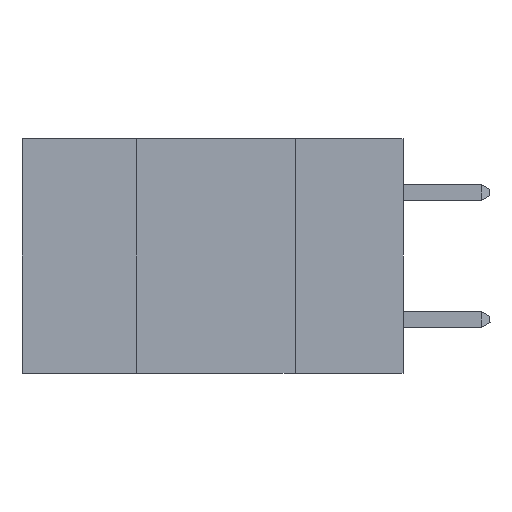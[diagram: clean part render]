
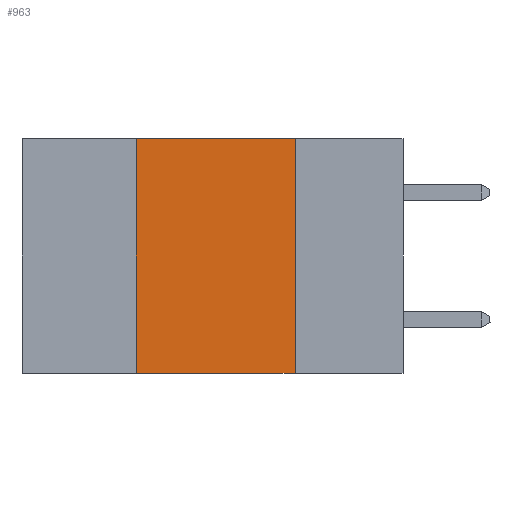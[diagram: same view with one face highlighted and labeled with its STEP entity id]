
A CAD part, left-side view. The second image highlights one B-rep face of the part: STEP entity #963.
In plain terms, the highlighted planar face has unit normal (-1, 0, 0).
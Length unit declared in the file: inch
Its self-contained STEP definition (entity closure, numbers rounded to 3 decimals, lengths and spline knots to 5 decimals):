
#119 = FACE_OUTER_BOUND ( 'NONE', #7815, .T. ) ;
#162 = AXIS2_PLACEMENT_3D ( 'NONE', #10164, #2191, #7000 ) ;
#624 = PLANE ( 'NONE',  #162 ) ;
#943 = ORIENTED_EDGE ( 'NONE', *, *, #8249, .F. ) ;
#963 = ADVANCED_FACE ( 'NONE', ( #119 ), #624, .F. ) ;
#1223 = ORIENTED_EDGE ( 'NONE', *, *, #3649, .F. ) ;
#1569 = ORIENTED_EDGE ( 'NONE', *, *, #5186, .F. ) ;
#1596 = CARTESIAN_POINT ( 'NONE',  ( 0., 0.42, -0.37 ) ) ;
#2191 = DIRECTION ( 'NONE',  ( 1., 0., 0. ) ) ;
#3233 = CARTESIAN_POINT ( 'NONE',  ( 0., 0.17, 0. ) ) ;
#3489 = VECTOR ( 'NONE', #5334, 39.37008 ) ;
#3649 = EDGE_CURVE ( 'NONE', #9653, #8859, #6187, .T. ) ;
#3984 = CARTESIAN_POINT ( 'NONE',  ( 0., 0.6, -0.37 ) ) ;
#4456 = DIRECTION ( 'NONE',  ( 0., 0., 1. ) ) ;
#4507 = VERTEX_POINT ( 'NONE', #6805 ) ;
#4785 = EDGE_CURVE ( 'NONE', #9653, #4507, #10129, .T. ) ;
#4937 = VECTOR ( 'NONE', #4456, 39.37008 ) ;
#5186 = EDGE_CURVE ( 'NONE', #8270, #4507, #5296, .T. ) ;
#5296 = LINE ( 'NONE', #3233, #9239 ) ;
#5334 = DIRECTION ( 'NONE',  ( 0., -1., 0. ) ) ;
#6187 = LINE ( 'NONE', #9181, #4937 ) ;
#6675 = ORIENTED_EDGE ( 'NONE', *, *, #4785, .T. ) ;
#6805 = CARTESIAN_POINT ( 'NONE',  ( 0., 0.17, -0.37 ) ) ;
#7000 = DIRECTION ( 'NONE',  ( 0., 0., -1. ) ) ;
#7085 = DIRECTION ( 'NONE',  ( 0., -1., 0. ) ) ;
#7750 = CARTESIAN_POINT ( 'NONE',  ( 0., 0.42, 0. ) ) ;
#7815 = EDGE_LOOP ( 'NONE', ( #1569, #943, #1223, #6675 ) ) ;
#8037 = VECTOR ( 'NONE', #7085, 39.37008 ) ;
#8050 = DIRECTION ( 'NONE',  ( 0., 0., -1. ) ) ;
#8249 = EDGE_CURVE ( 'NONE', #8859, #8270, #9686, .T. ) ;
#8270 = VERTEX_POINT ( 'NONE', #9157 ) ;
#8859 = VERTEX_POINT ( 'NONE', #7750 ) ;
#9157 = CARTESIAN_POINT ( 'NONE',  ( 0., 0.17, 0. ) ) ;
#9181 = CARTESIAN_POINT ( 'NONE',  ( 0., 0.42, 0. ) ) ;
#9239 = VECTOR ( 'NONE', #8050, 39.37008 ) ;
#9653 = VERTEX_POINT ( 'NONE', #1596 ) ;
#9686 = LINE ( 'NONE', #10067, #3489 ) ;
#10067 = CARTESIAN_POINT ( 'NONE',  ( 0., 0.6, 0. ) ) ;
#10129 = LINE ( 'NONE', #3984, #8037 ) ;
#10164 = CARTESIAN_POINT ( 'NONE',  ( 0., 0.6, 0. ) ) ;
